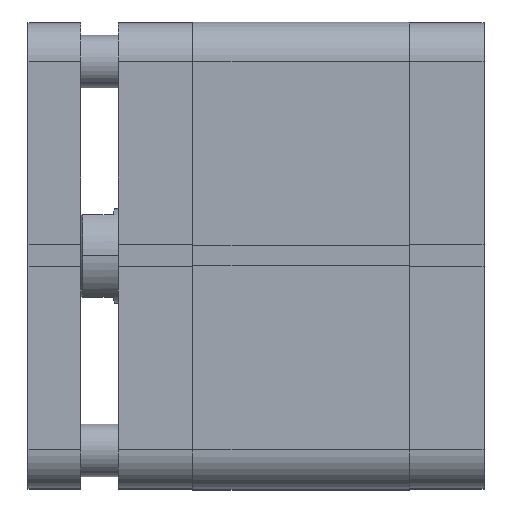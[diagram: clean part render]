
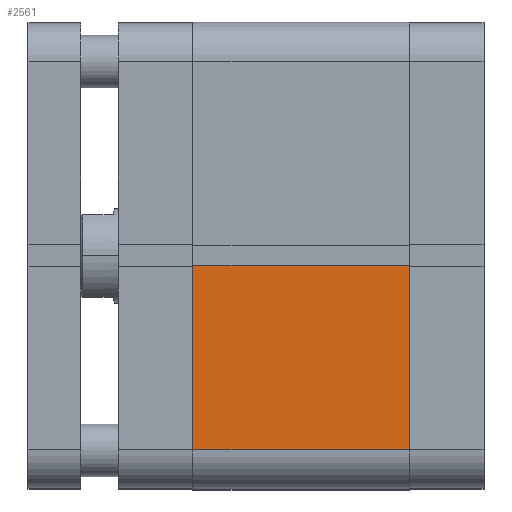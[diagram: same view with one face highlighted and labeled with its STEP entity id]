
A CAD part, top view. The second image highlights one B-rep face of the part: STEP entity #2561.
In plain terms, the highlighted face is planar.
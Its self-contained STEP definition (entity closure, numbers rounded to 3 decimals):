
#272 = ORIENTED_EDGE ( 'NONE', *, *, #5466, .T. ) ;
#273 = ORIENTED_EDGE ( 'NONE', *, *, #5456, .T. ) ;
#274 = ORIENTED_EDGE ( 'NONE', *, *, #5468, .F. ) ;
#275 = ORIENTED_EDGE ( 'NONE', *, *, #5885, .F. ) ;
#540 = EDGE_LOOP ( 'NONE', ( #275, #274, #273, #272 ) ) ;
#2040 = VERTEX_POINT ( 'NONE', #2196 ) ;
#2069 = VERTEX_POINT ( 'NONE', #2198 ) ;
#2115 = VERTEX_POINT ( 'NONE', #2222 ) ;
#2165 = CARTESIAN_POINT ( 'NONE',  ( 2.6, 62., -57.5 ) ) ;
#2196 = CARTESIAN_POINT ( 'NONE',  ( 51.5, 62., -57.5 ) ) ;
#2198 = CARTESIAN_POINT ( 'NONE',  ( 2.6, 62., 0. ) ) ;
#2218 = VERTEX_POINT ( 'NONE', #2165 ) ;
#2222 = CARTESIAN_POINT ( 'NONE',  ( 51.5, 62., 0. ) ) ;
#2561 = ADVANCED_FACE ( 'NONE', ( #3133 ), #7201, .T. ) ;
#2746 = AXIS2_PLACEMENT_3D ( 'NONE', #7204, #7210, #7211 ) ;
#3133 = FACE_OUTER_BOUND ( 'NONE', #540, .T. ) ;
#3212 = LINE ( 'NONE', #7305, #3213 ) ;
#3213 = VECTOR ( 'NONE', #7306, 1000. ) ;
#3218 = VECTOR ( 'NONE', #7334, 1000. ) ;
#3227 = LINE ( 'NONE', #7329, #3228 ) ;
#3228 = VECTOR ( 'NONE', #7330, 1000. ) ;
#3231 = LINE ( 'NONE', #7326, #3218 ) ;
#3923 = LINE ( 'NONE', #4903, #3924 ) ;
#3924 = VECTOR ( 'NONE', #4904, 1000. ) ;
#4903 = CARTESIAN_POINT ( 'NONE',  ( 2.6, 62., 0. ) ) ;
#4904 = DIRECTION ( 'NONE',  ( -1., 0., 0. ) ) ;
#5456 = EDGE_CURVE ( 'NONE', #2040, #2218, #3212, .T. ) ;
#5466 = EDGE_CURVE ( 'NONE', #2218, #2069, #3227, .T. ) ;
#5468 = EDGE_CURVE ( 'NONE', #2040, #2115, #3231, .T. ) ;
#5885 = EDGE_CURVE ( 'NONE', #2115, #2069, #3923, .T. ) ;
#7201 = PLANE ( 'NONE',  #2746 ) ;
#7204 = CARTESIAN_POINT ( 'NONE',  ( 2.6, 62., -57.5 ) ) ;
#7210 = DIRECTION ( 'NONE',  ( 0., 1., 0. ) ) ;
#7211 = DIRECTION ( 'NONE',  ( 0., 0., 1. ) ) ;
#7305 = CARTESIAN_POINT ( 'NONE',  ( 2.6, 62., -57.5 ) ) ;
#7306 = DIRECTION ( 'NONE',  ( -1., 0., 0. ) ) ;
#7326 = CARTESIAN_POINT ( 'NONE',  ( 51.5, 62., -57.5 ) ) ;
#7329 = CARTESIAN_POINT ( 'NONE',  ( 2.6, 62., -57.5 ) ) ;
#7330 = DIRECTION ( 'NONE',  ( 0., 0., 1. ) ) ;
#7334 = DIRECTION ( 'NONE',  ( 0., 0., 1. ) ) ;
